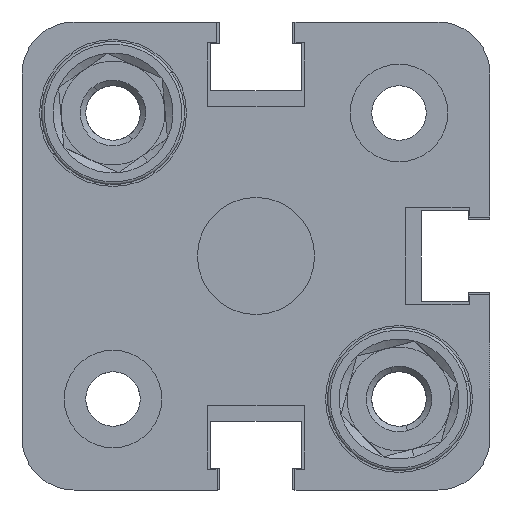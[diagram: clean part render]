
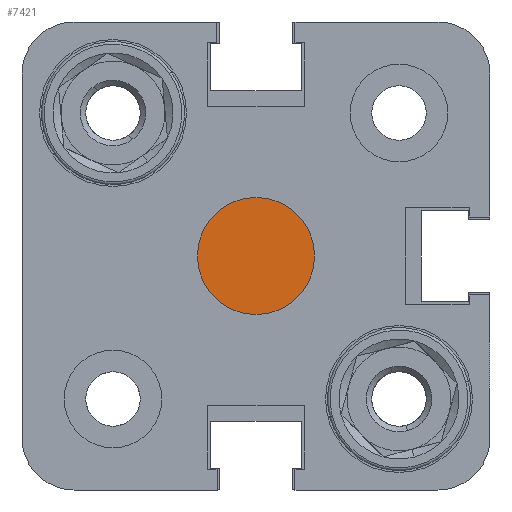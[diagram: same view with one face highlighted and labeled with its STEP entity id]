
A CAD part, left-side view. The second image highlights one B-rep face of the part: STEP entity #7421.
In plain terms, the highlighted planar face has unit normal (-1, 0, 0).
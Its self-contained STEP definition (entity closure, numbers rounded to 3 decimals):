
#131 = CIRCLE ( 'NONE', #2608, 4.5 ) ;
#951 = AXIS2_PLACEMENT_3D ( 'NONE', #23899, #7928, #3946 ) ;
#1812 = FACE_OUTER_BOUND ( 'NONE', #13011, .T. ) ;
#2242 = DIRECTION ( 'NONE',  ( -1., 0., 0. ) ) ;
#2608 = AXIS2_PLACEMENT_3D ( 'NONE', #19319, #13765, #21556 ) ;
#2639 = CARTESIAN_POINT ( 'NONE',  ( 3., 0., -4.5 ) ) ;
#2786 = VERTEX_POINT ( 'NONE', #2639 ) ;
#3946 = DIRECTION ( 'NONE',  ( 0., 0., 1. ) ) ;
#7421 = ADVANCED_FACE ( 'NONE', ( #1812 ), #15858, .T. ) ;
#7928 = DIRECTION ( 'NONE',  ( -1., 0., 0. ) ) ;
#11972 = CARTESIAN_POINT ( 'NONE',  ( 3., 0., 4.5 ) ) ;
#13011 = EDGE_LOOP ( 'NONE', ( #17917, #24550 ) ) ;
#13765 = DIRECTION ( 'NONE',  ( -1., 0., 0. ) ) ;
#14524 = EDGE_CURVE ( 'NONE', #2786, #17633, #23403, .T. ) ;
#15858 = PLANE ( 'NONE',  #951 ) ;
#16417 = CARTESIAN_POINT ( 'NONE',  ( 3., 0., 0. ) ) ;
#17633 = VERTEX_POINT ( 'NONE', #11972 ) ;
#17917 = ORIENTED_EDGE ( 'NONE', *, *, #25530, .T. ) ;
#19319 = CARTESIAN_POINT ( 'NONE',  ( 3., 0., 0. ) ) ;
#20876 = AXIS2_PLACEMENT_3D ( 'NONE', #16417, #2242, #22732 ) ;
#21556 = DIRECTION ( 'NONE',  ( 0., 0., 1. ) ) ;
#22732 = DIRECTION ( 'NONE',  ( 0., 0., 1. ) ) ;
#23403 = CIRCLE ( 'NONE', #20876, 4.5 ) ;
#23899 = CARTESIAN_POINT ( 'NONE',  ( 3., 0., 0. ) ) ;
#24550 = ORIENTED_EDGE ( 'NONE', *, *, #14524, .T. ) ;
#25530 = EDGE_CURVE ( 'NONE', #17633, #2786, #131, .T. ) ;
